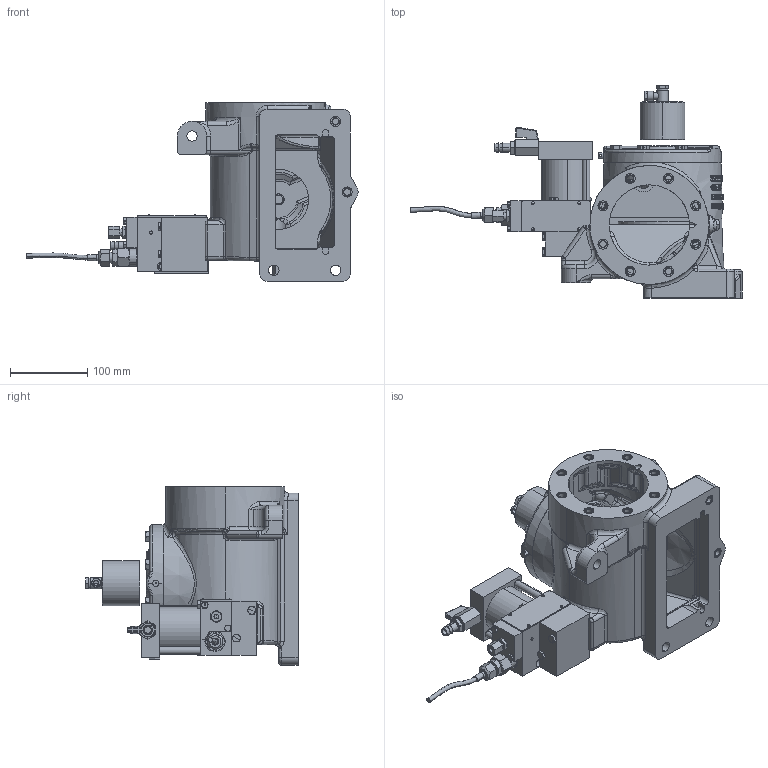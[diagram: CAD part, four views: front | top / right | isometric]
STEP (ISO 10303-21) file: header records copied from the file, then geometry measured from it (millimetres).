
FILE_DESCRIPTION (( 'STEP AP214' ), '1' );
FILE_NAME ('GL80SE-M_252540.STEP', '2013-09-18T08:43:45', ( 'Admin2' ), ( '' ), 'SwSTEP 2.0', 'SolidWorks 2010', '' );
FILE_SCHEMA (( 'AUTOMOTIVE_DESIGN' ));
Length unit declared in the file: millimetre
Products named in the file (1): GL80SE-M_252540
Bounding box: 430.11 x 275 x 231 mm (x, y, z)
Surface area: 424975.3 mm2 (no closed solid volume)
Topology: 0 solids, 79 shells, 1710 faces, 5443 edges, 3613 vertices
Faces by surface type: plane 566, bspline 459, cylinder 355, cone 196, torus 100, sphere 34
Entity records: 105638 total; most frequent: CARTESIAN_POINT 43827, ORIENTED_EDGE 8906, DIRECTION 7823, EDGE_CURVE 5381, VERTEX_POINT 3613, AXIS2_PLACEMENT_3D 2899, LINE 2025, VECTOR 2025
